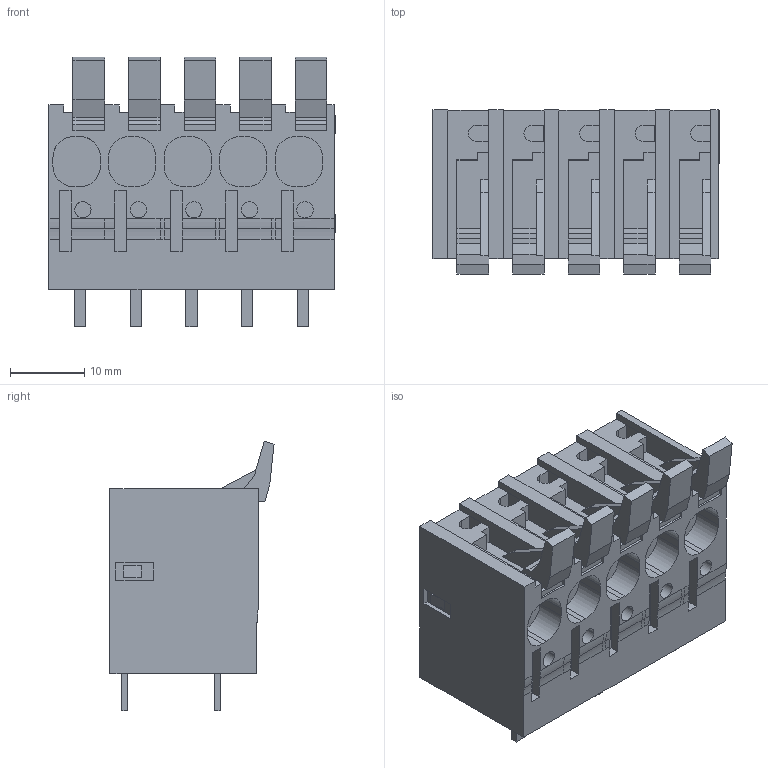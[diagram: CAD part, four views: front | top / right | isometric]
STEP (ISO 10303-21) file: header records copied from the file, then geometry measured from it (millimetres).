
FILE_DESCRIPTION(('CATIA V5 STEP Exchange','CAx-IF Rec.Pracs.--- Model Styling and Organization---1.4--- 2014-01-23'),'2;1');
FILE_NAME ('D1462715_2_2472110000_2472110000.stp','2022-07-29T07:20:14+00:00',('none'),('Weidmueller'),'CATIA Version 5-6 Release 2016 SP3 HF44','CATIA V5 STEP AP214','none');
FILE_SCHEMA(('AUTOMOTIVE_DESIGN { 1 0 10303 214 1 1 1 1 }'));
Length unit declared in the file: millimetre
Products named in the file (1): 2472110000
Bounding box: 38.63 x 22.16 x 36.41 mm (x, y, z)
Volume: 16237.1 mm3; surface area: 8212.9 mm2
Topology: 11 solids, 11 shells, 465 faces, 1229 edges, 818 vertices
Faces by surface type: plane 369, cylinder 96
Entity records: 13707 total; most frequent: CARTESIAN_POINT 2910, ORIENTED_EDGE 2458, DIRECTION 1706, EDGE_CURVE 1229, VECTOR 1051, LINE 1051, VERTEX_POINT 818, EDGE_LOOP 497
